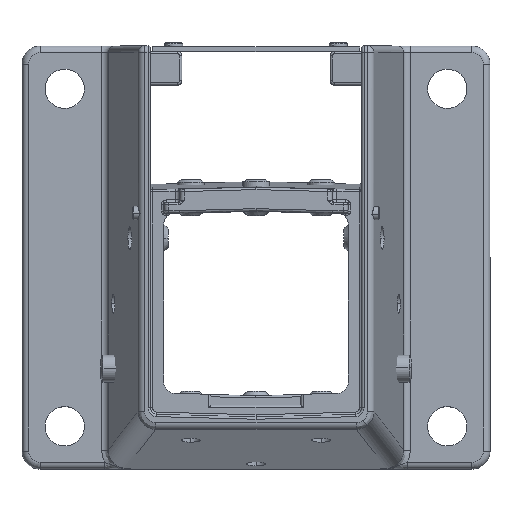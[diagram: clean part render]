
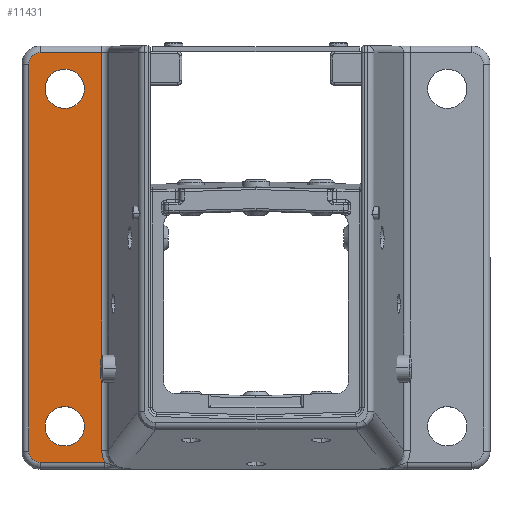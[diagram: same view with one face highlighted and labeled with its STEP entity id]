
A CAD part, top view. The second image highlights one B-rep face of the part: STEP entity #11431.
In plain terms, the highlighted planar face has unit normal (0, 0, 1).
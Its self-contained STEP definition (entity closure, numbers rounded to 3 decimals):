
#5 =( BOUNDED_CURVE ( )  B_SPLINE_CURVE ( 3, ( #4123, #4135, #3987, #4107 ),
 .UNSPECIFIED., .F., .T. ) 
 B_SPLINE_CURVE_WITH_KNOTS ( ( 4, 4 ),
 ( 3.525, 4.035 ),
 .UNSPECIFIED. ) 
 CURVE ( )  GEOMETRIC_REPRESENTATION_ITEM ( )  RATIONAL_B_SPLINE_CURVE ( ( 1., 0.978, 0.978, 1. ) ) 
 REPRESENTATION_ITEM ( '' )  );
#503 = CARTESIAN_POINT ( 'NONE',  ( -101., -86., 20. ) ) ;
#761 = CARTESIAN_POINT ( 'NONE',  ( -96., 91., 20. ) ) ;
#794 = CARTESIAN_POINT ( 'NONE',  ( -101., 86., 20. ) ) ;
#897 = CARTESIAN_POINT ( 'NONE',  ( -68.551, -85.569, 20. ) ) ;
#900 = CARTESIAN_POINT ( 'NONE',  ( -67.136, -91., 20. ) ) ;
#916 = CARTESIAN_POINT ( 'NONE',  ( -96., -91., 20. ) ) ;
#957 = CARTESIAN_POINT ( 'NONE',  ( -68.551, 91., 20. ) ) ;
#3622 = CARTESIAN_POINT ( 'NONE',  ( -96., -86., 20. ) ) ;
#3652 = DIRECTION ( 'NONE',  ( -1., 0., 0. ) ) ;
#3710 = DIRECTION ( 'NONE',  ( 0., 0., 1. ) ) ;
#3774 = DIRECTION ( 'NONE',  ( 0., -1., 0. ) ) ;
#3781 = CARTESIAN_POINT ( 'NONE',  ( -101., 94., 20. ) ) ;
#3802 = CARTESIAN_POINT ( 'NONE',  ( -85., -75., 20. ) ) ;
#3812 = DIRECTION ( 'NONE',  ( 1., 0., 0. ) ) ;
#3816 = DIRECTION ( 'NONE',  ( 0., 0., 1. ) ) ;
#3890 = DIRECTION ( 'NONE',  ( 0., 0., 1. ) ) ;
#3898 = CARTESIAN_POINT ( 'NONE',  ( -85., 75., 20. ) ) ;
#3901 = DIRECTION ( 'NONE',  ( 1., 0., 0. ) ) ;
#3906 = CARTESIAN_POINT ( 'NONE',  ( -104., -91., 20. ) ) ;
#3916 = DIRECTION ( 'NONE',  ( 1., 0., 0. ) ) ;
#3987 = CARTESIAN_POINT ( 'NONE',  ( -68.551, -87.497, 20. ) ) ;
#4007 = CARTESIAN_POINT ( 'NONE',  ( -96., 86., 20. ) ) ;
#4008 = DIRECTION ( 'NONE',  ( 0., 0., 1. ) ) ;
#4025 = DIRECTION ( 'NONE',  ( -1., 0., 0. ) ) ;
#4064 = DIRECTION ( 'NONE',  ( 0., 1., 0. ) ) ;
#4107 = CARTESIAN_POINT ( 'NONE',  ( -68.551, -85.569, 20. ) ) ;
#4123 = CARTESIAN_POINT ( 'NONE',  ( -67.136, -91., 20. ) ) ;
#4135 = CARTESIAN_POINT ( 'NONE',  ( -68.069, -89.347, 20. ) ) ;
#4261 = DIRECTION ( 'NONE',  ( 0., 0., 1. ) ) ;
#4288 = DIRECTION ( 'NONE',  ( 1., 0., 0. ) ) ;
#4393 = CARTESIAN_POINT ( 'NONE',  ( -85., 75., 20. ) ) ;
#4397 = CARTESIAN_POINT ( 'NONE',  ( -85., -75., 20. ) ) ;
#4406 = DIRECTION ( 'NONE',  ( 1., 0., 0. ) ) ;
#4423 = DIRECTION ( 'NONE',  ( 0., 0., 1. ) ) ;
#4427 = CARTESIAN_POINT ( 'NONE',  ( -68.551, 94., 20. ) ) ;
#5017 = CARTESIAN_POINT ( 'NONE',  ( -104., 91., 20. ) ) ;
#5319 = DIRECTION ( 'NONE',  ( -1., 0., 0. ) ) ;
#6169 = EDGE_LOOP ( 'NONE', ( #11831, #11825, #11821, #11892, #17664, #11827, #17639 ) ) ;
#6177 = EDGE_LOOP ( 'NONE', ( #11837, #11897 ) ) ;
#6273 = EDGE_LOOP ( 'NONE', ( #17679, #11859 ) ) ;
#7060 = AXIS2_PLACEMENT_3D ( 'NONE', #12405, #12408, #12409 ) ;
#7583 = VECTOR ( 'NONE', #5319, 1000. ) ;
#9674 = VERTEX_POINT ( 'NONE', #16122 ) ;
#9916 = VERTEX_POINT ( 'NONE', #15944 ) ;
#9979 = VERTEX_POINT ( 'NONE', #16139 ) ;
#9990 = VERTEX_POINT ( 'NONE', #16077 ) ;
#11431 = ADVANCED_FACE ( 'NONE', ( #13083, #13084, #13085 ), #12406, .F. ) ;
#11821 = ORIENTED_EDGE ( 'NONE', *, *, #16863, .T. ) ;
#11825 = ORIENTED_EDGE ( 'NONE', *, *, #16755, .T. ) ;
#11827 = ORIENTED_EDGE ( 'NONE', *, *, #16906, .T. ) ;
#11831 = ORIENTED_EDGE ( 'NONE', *, *, #16958, .T. ) ;
#11837 = ORIENTED_EDGE ( 'NONE', *, *, #16868, .F. ) ;
#11859 = ORIENTED_EDGE ( 'NONE', *, *, #17034, .F. ) ;
#11892 = ORIENTED_EDGE ( 'NONE', *, *, #16834, .T. ) ;
#11897 = ORIENTED_EDGE ( 'NONE', *, *, #17018, .F. ) ;
#12405 = CARTESIAN_POINT ( 'NONE',  ( -104., 94., 20. ) ) ;
#12406 = PLANE ( 'NONE',  #7060 ) ;
#12408 = DIRECTION ( 'NONE',  ( 0., 0., -1. ) ) ;
#12409 = DIRECTION ( 'NONE',  ( -1., 0., 0. ) ) ;
#13083 = FACE_BOUND ( 'NONE', #6177, .T. ) ;
#13084 = FACE_BOUND ( 'NONE', #6273, .T. ) ;
#13085 = FACE_OUTER_BOUND ( 'NONE', #6169, .T. ) ;
#13633 = LINE ( 'NONE', #5017, #7583 ) ;
#13690 = LINE ( 'NONE', #3781, #14576 ) ;
#13741 = LINE ( 'NONE', #3906, #14644 ) ;
#13776 = LINE ( 'NONE', #4427, #14686 ) ;
#14558 = CIRCLE ( 'NONE', #14561, 5. ) ;
#14561 = AXIS2_PLACEMENT_3D ( 'NONE', #3622, #3710, #3652 ) ;
#14576 = VECTOR ( 'NONE', #3774, 1000. ) ;
#14599 = CIRCLE ( 'NONE', #14602, 5. ) ;
#14602 = AXIS2_PLACEMENT_3D ( 'NONE', #4007, #4008, #4025 ) ;
#14606 = CIRCLE ( 'NONE', #14607, 8.75 ) ;
#14607 = AXIS2_PLACEMENT_3D ( 'NONE', #3802, #3816, #3812 ) ;
#14623 = CIRCLE ( 'NONE', #14626, 8.75 ) ;
#14626 = AXIS2_PLACEMENT_3D ( 'NONE', #3898, #3890, #3901 ) ;
#14644 = VECTOR ( 'NONE', #3916, 1000. ) ;
#14686 = VECTOR ( 'NONE', #4064, 1000. ) ;
#14753 = CIRCLE ( 'NONE', #14754, 8.75 ) ;
#14754 = AXIS2_PLACEMENT_3D ( 'NONE', #4397, #4423, #4406 ) ;
#14765 = CIRCLE ( 'NONE', #14768, 8.75 ) ;
#14768 = AXIS2_PLACEMENT_3D ( 'NONE', #4393, #4261, #4288 ) ;
#15944 = CARTESIAN_POINT ( 'NONE',  ( -76.25, 75., 20. ) ) ;
#16077 = CARTESIAN_POINT ( 'NONE',  ( -93.75, -75., 20. ) ) ;
#16122 = CARTESIAN_POINT ( 'NONE',  ( -76.25, -75., 20. ) ) ;
#16139 = CARTESIAN_POINT ( 'NONE',  ( -93.75, 75., 20. ) ) ;
#16755 = EDGE_CURVE ( 'NONE', #17894, #17907, #13633, .T. ) ;
#16820 = EDGE_CURVE ( 'NONE', #17996, #17851, #14558, .T. ) ;
#16834 = EDGE_CURVE ( 'NONE', #17975, #17996, #13690, .T. ) ;
#16863 = EDGE_CURVE ( 'NONE', #17907, #17975, #14599, .T. ) ;
#16868 = EDGE_CURVE ( 'NONE', #9674, #9990, #14606, .T. ) ;
#16888 = EDGE_CURVE ( 'NONE', #9916, #9979, #14623, .T. ) ;
#16906 = EDGE_CURVE ( 'NONE', #17851, #17845, #13741, .T. ) ;
#16950 = EDGE_CURVE ( 'NONE', #17845, #17850, #5, .T. ) ;
#16958 = EDGE_CURVE ( 'NONE', #17850, #17894, #13776, .T. ) ;
#17018 = EDGE_CURVE ( 'NONE', #9990, #9674, #14753, .T. ) ;
#17034 = EDGE_CURVE ( 'NONE', #9979, #9916, #14765, .T. ) ;
#17639 = ORIENTED_EDGE ( 'NONE', *, *, #16950, .T. ) ;
#17664 = ORIENTED_EDGE ( 'NONE', *, *, #16820, .T. ) ;
#17679 = ORIENTED_EDGE ( 'NONE', *, *, #16888, .F. ) ;
#17845 = VERTEX_POINT ( 'NONE', #900 ) ;
#17850 = VERTEX_POINT ( 'NONE', #897 ) ;
#17851 = VERTEX_POINT ( 'NONE', #916 ) ;
#17894 = VERTEX_POINT ( 'NONE', #957 ) ;
#17907 = VERTEX_POINT ( 'NONE', #761 ) ;
#17975 = VERTEX_POINT ( 'NONE', #794 ) ;
#17996 = VERTEX_POINT ( 'NONE', #503 ) ;
